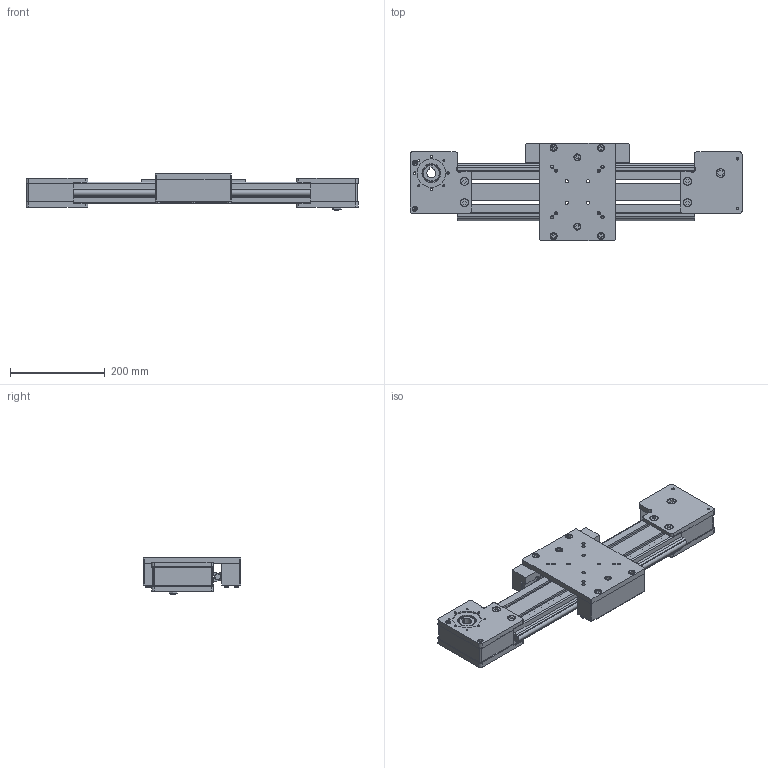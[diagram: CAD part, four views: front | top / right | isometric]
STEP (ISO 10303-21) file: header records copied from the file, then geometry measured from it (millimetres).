
FILE_DESCRIPTION (( 'STEP AP203' ), '1' );
FILE_NAME ('800.030.STEP', '2015-08-04T08:33:20', ( '' ), ( '' ), 'SwSTEP 2.0', 'SolidWorks 2012', '' );
FILE_SCHEMA (( 'CONFIG_CONTROL_DESIGN' ));
Length unit declared in the file: millimetre
Products named in the file (1): 800.030
Bounding box: 700 x 206 x 76 mm (x, y, z)
Surface area: 622453.8 mm2 (no closed solid volume)
Topology: 0 solids, 77 shells, 857 faces, 3087 edges, 2288 vertices
Faces by surface type: plane 443, cylinder 252, torus 92, cone 70
Entity records: 33492 total; most frequent: CARTESIAN_POINT 6466, DIRECTION 5862, ORIENTED_EDGE 4859, EDGE_CURVE 3083, VERTEX_POINT 2288, AXIS2_PLACEMENT_3D 1956, VECTOR 1950, LINE 1950
